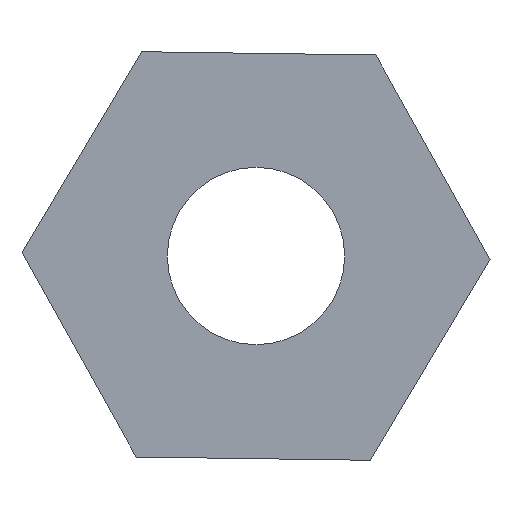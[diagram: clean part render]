
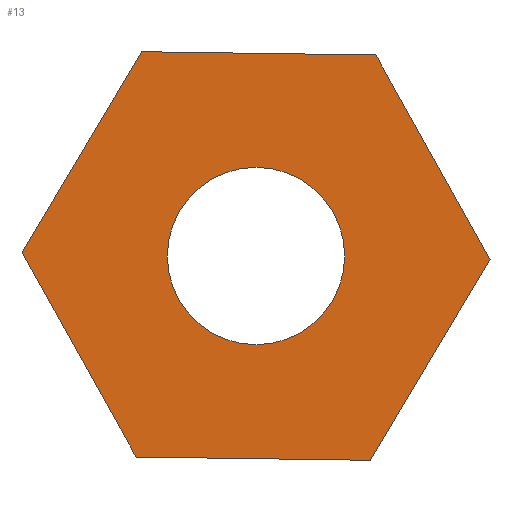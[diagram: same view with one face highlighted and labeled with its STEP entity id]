
A CAD part, front view. The second image highlights one B-rep face of the part: STEP entity #13.
In plain terms, the highlighted planar face has unit normal (0, -1, 0).
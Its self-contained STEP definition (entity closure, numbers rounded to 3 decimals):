
#13 = ADVANCED_FACE ( 'NONE', ( #60, #124 ), #251, .F. ) ;
#28 = EDGE_LOOP ( 'NONE', ( #141, #140, #139, #69, #128, #127 ) ) ;
#34 = EDGE_LOOP ( 'NONE', ( #144, #143 ) ) ;
#60 = FACE_BOUND ( 'NONE', #34, .T. ) ;
#63 = VECTOR ( 'NONE', #264, 1000. ) ;
#69 = ORIENTED_EDGE ( 'NONE', *, *, #183, .F. ) ;
#74 = LINE ( 'NONE', #259, #63 ) ;
#78 = VECTOR ( 'NONE', #273, 1000. ) ;
#81 = LINE ( 'NONE', #267, #78 ) ;
#82 = CIRCLE ( 'NONE', #178, 1.4 ) ;
#83 = LINE ( 'NONE', #289, #108 ) ;
#87 = LINE ( 'NONE', #276, #106 ) ;
#95 = VECTOR ( 'NONE', #308, 1000. ) ;
#97 = VECTOR ( 'NONE', #266, 1000. ) ;
#99 = LINE ( 'NONE', #307, #95 ) ;
#105 = CIRCLE ( 'NONE', #182, 1.4 ) ;
#106 = VECTOR ( 'NONE', #295, 1000. ) ;
#108 = VECTOR ( 'NONE', #290, 1000. ) ;
#124 = FACE_OUTER_BOUND ( 'NONE', #28, .T. ) ;
#127 = ORIENTED_EDGE ( 'NONE', *, *, #168, .F. ) ;
#128 = ORIENTED_EDGE ( 'NONE', *, *, #154, .F. ) ;
#130 = LINE ( 'NONE', #263, #97 ) ;
#139 = ORIENTED_EDGE ( 'NONE', *, *, #163, .F. ) ;
#140 = ORIENTED_EDGE ( 'NONE', *, *, #192, .F. ) ;
#141 = ORIENTED_EDGE ( 'NONE', *, *, #179, .F. ) ;
#143 = ORIENTED_EDGE ( 'NONE', *, *, #184, .F. ) ;
#144 = ORIENTED_EDGE ( 'NONE', *, *, #167, .F. ) ;
#154 = EDGE_CURVE ( 'NONE', #198, #206, #74, .T. ) ;
#163 = EDGE_CURVE ( 'NONE', #201, #204, #130, .T. ) ;
#165 = AXIS2_PLACEMENT_3D ( 'NONE', #243, #252, #253 ) ;
#167 = EDGE_CURVE ( 'NONE', #211, #210, #82, .T. ) ;
#168 = EDGE_CURVE ( 'NONE', #212, #198, #81, .T. ) ;
#178 = AXIS2_PLACEMENT_3D ( 'NONE', #269, #270, #271 ) ;
#179 = EDGE_CURVE ( 'NONE', #214, #212, #83, .T. ) ;
#182 = AXIS2_PLACEMENT_3D ( 'NONE', #294, #297, #298 ) ;
#183 = EDGE_CURVE ( 'NONE', #206, #201, #87, .T. ) ;
#184 = EDGE_CURVE ( 'NONE', #210, #211, #105, .T. ) ;
#192 = EDGE_CURVE ( 'NONE', #204, #214, #99, .T. ) ;
#198 = VERTEX_POINT ( 'NONE', #296 ) ;
#201 = VERTEX_POINT ( 'NONE', #312 ) ;
#204 = VERTEX_POINT ( 'NONE', #314 ) ;
#206 = VERTEX_POINT ( 'NONE', #291 ) ;
#210 = VERTEX_POINT ( 'NONE', #319 ) ;
#211 = VERTEX_POINT ( 'NONE', #320 ) ;
#212 = VERTEX_POINT ( 'NONE', #321 ) ;
#214 = VERTEX_POINT ( 'NONE', #323 ) ;
#243 = CARTESIAN_POINT ( 'NONE',  ( -2.944, 0., -3.695 ) ) ;
#251 = PLANE ( 'NONE',  #165 ) ;
#252 = DIRECTION ( 'NONE',  ( 0., 1., 0. ) ) ;
#253 = DIRECTION ( 'NONE',  ( 0., 0., 1. ) ) ;
#259 = CARTESIAN_POINT ( 'NONE',  ( -1.007, 0., 2.795 ) ) ;
#263 = CARTESIAN_POINT ( 'NONE',  ( 4.49, 0., -0.482 ) ) ;
#264 = DIRECTION ( 'NONE',  ( 0.512, 0., 0.859 ) ) ;
#266 = DIRECTION ( 'NONE',  ( 0.488, 0., -0.873 ) ) ;
#267 = CARTESIAN_POINT ( 'NONE',  ( -2.899, 0., -0.379 ) ) ;
#269 = CARTESIAN_POINT ( 'NONE',  ( 0.795, 0., -0.43 ) ) ;
#270 = DIRECTION ( 'NONE',  ( 0., -1., 0. ) ) ;
#271 = DIRECTION ( 'NONE',  ( 0., 0., -1. ) ) ;
#273 = DIRECTION ( 'NONE',  ( -0.488, 0., 0.873 ) ) ;
#276 = CARTESIAN_POINT ( 'NONE',  ( 2.687, 0., 2.743 ) ) ;
#289 = CARTESIAN_POINT ( 'NONE',  ( -1.097, 0., -3.604 ) ) ;
#290 = DIRECTION ( 'NONE',  ( -1., 0., 0.014 ) ) ;
#291 = CARTESIAN_POINT ( 'NONE',  ( -1.007, 0., 2.795 ) ) ;
#294 = CARTESIAN_POINT ( 'NONE',  ( 0.795, 0., -0.43 ) ) ;
#295 = DIRECTION ( 'NONE',  ( 1., 0., -0.014 ) ) ;
#296 = CARTESIAN_POINT ( 'NONE',  ( -2.899, 0., -0.379 ) ) ;
#297 = DIRECTION ( 'NONE',  ( 0., -1., 0. ) ) ;
#298 = DIRECTION ( 'NONE',  ( 0., 0., -1. ) ) ;
#307 = CARTESIAN_POINT ( 'NONE',  ( 2.598, 0., -3.656 ) ) ;
#308 = DIRECTION ( 'NONE',  ( -0.512, 0., -0.859 ) ) ;
#312 = CARTESIAN_POINT ( 'NONE',  ( 2.687, 0., 2.743 ) ) ;
#314 = CARTESIAN_POINT ( 'NONE',  ( 4.49, 0., -0.482 ) ) ;
#319 = CARTESIAN_POINT ( 'NONE',  ( 0.795, 0., 0.97 ) ) ;
#320 = CARTESIAN_POINT ( 'NONE',  ( 0.795, 0., -1.83 ) ) ;
#321 = CARTESIAN_POINT ( 'NONE',  ( -1.097, 0., -3.604 ) ) ;
#323 = CARTESIAN_POINT ( 'NONE',  ( 2.598, 0., -3.656 ) ) ;
